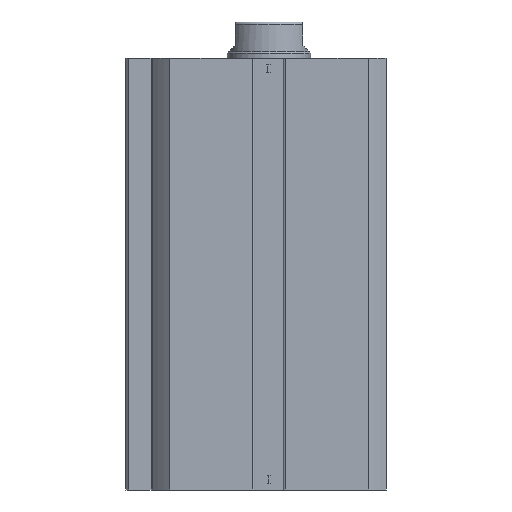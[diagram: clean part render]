
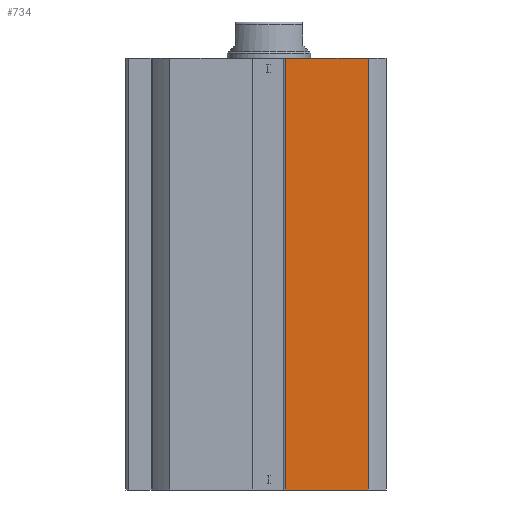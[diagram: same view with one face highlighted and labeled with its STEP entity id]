
A CAD part, left-side view. The second image highlights one B-rep face of the part: STEP entity #734.
In plain terms, the highlighted planar face has unit normal (-1, 0, 0).
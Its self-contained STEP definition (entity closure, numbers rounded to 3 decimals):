
#335 = CARTESIAN_POINT ( 'NONE',  ( -22.5, -3.2, 0. ) ) ;
#339 = CARTESIAN_POINT ( 'NONE',  ( -22.5, -19.079, 0. ) ) ;
#734 = ADVANCED_FACE ( 'NONE', ( #4118 ), #1658, .F. ) ;
#1177 = VERTEX_POINT ( 'NONE', #339 ) ;
#1181 = VERTEX_POINT ( 'NONE', #335 ) ;
#1594 = EDGE_LOOP ( 'NONE', ( #4400, #4561, #4432, #4475 ) ) ;
#1624 = DIRECTION ( 'NONE',  ( 0., 0., -1. ) ) ;
#1625 = DIRECTION ( 'NONE',  ( 1., 0., 0. ) ) ;
#1647 = CARTESIAN_POINT ( 'NONE',  ( -22.5, -22.5, 83. ) ) ;
#1658 = PLANE ( 'NONE',  #2870 ) ;
#2496 = EDGE_CURVE ( 'NONE', #6720, #1177, #4979, .T. ) ;
#2498 = EDGE_CURVE ( 'NONE', #6789, #1181, #4990, .T. ) ;
#2541 = EDGE_CURVE ( 'NONE', #1181, #1177, #5055, .T. ) ;
#2619 = EDGE_CURVE ( 'NONE', #6789, #6720, #5180, .T. ) ;
#2870 = AXIS2_PLACEMENT_3D ( 'NONE', #1647, #1625, #1624 ) ;
#4118 = FACE_OUTER_BOUND ( 'NONE', #1594, .T. ) ;
#4400 = ORIENTED_EDGE ( 'NONE', *, *, #2496, .F. ) ;
#4432 = ORIENTED_EDGE ( 'NONE', *, *, #2498, .T. ) ;
#4475 = ORIENTED_EDGE ( 'NONE', *, *, #2541, .T. ) ;
#4561 = ORIENTED_EDGE ( 'NONE', *, *, #2619, .F. ) ;
#4979 = LINE ( 'NONE', #5909, #4989 ) ;
#4988 = VECTOR ( 'NONE', #5917, 1000. ) ;
#4989 = VECTOR ( 'NONE', #5911, 1000. ) ;
#4990 = LINE ( 'NONE', #5916, #4988 ) ;
#5055 = LINE ( 'NONE', #6028, #5059 ) ;
#5059 = VECTOR ( 'NONE', #6029, 1000. ) ;
#5180 = LINE ( 'NONE', #6213, #5191 ) ;
#5191 = VECTOR ( 'NONE', #6214, 1000. ) ;
#5909 = CARTESIAN_POINT ( 'NONE',  ( -22.5, -19.079, 0. ) ) ;
#5911 = DIRECTION ( 'NONE',  ( 0., 0., -1. ) ) ;
#5916 = CARTESIAN_POINT ( 'NONE',  ( -22.5, -3.2, 83. ) ) ;
#5917 = DIRECTION ( 'NONE',  ( 0., 0., -1. ) ) ;
#6028 = CARTESIAN_POINT ( 'NONE',  ( -22.5, -22.5, 0. ) ) ;
#6029 = DIRECTION ( 'NONE',  ( 0., -1., 0. ) ) ;
#6213 = CARTESIAN_POINT ( 'NONE',  ( -22.5, -22.5, 83. ) ) ;
#6214 = DIRECTION ( 'NONE',  ( 0., -1., 0. ) ) ;
#6421 = CARTESIAN_POINT ( 'NONE',  ( -22.5, -19.079, 83. ) ) ;
#6489 = CARTESIAN_POINT ( 'NONE',  ( -22.5, -3.2, 83. ) ) ;
#6720 = VERTEX_POINT ( 'NONE', #6421 ) ;
#6789 = VERTEX_POINT ( 'NONE', #6489 ) ;
